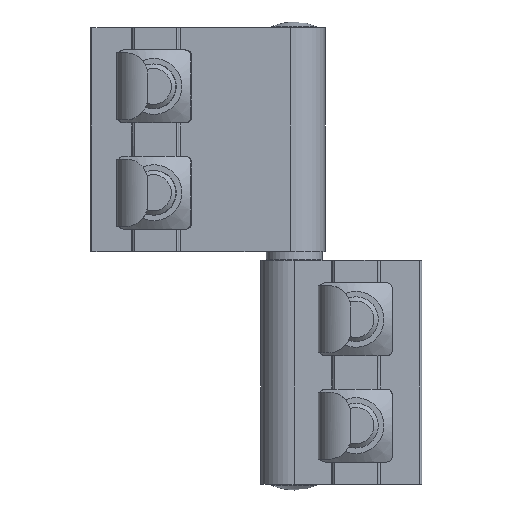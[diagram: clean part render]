
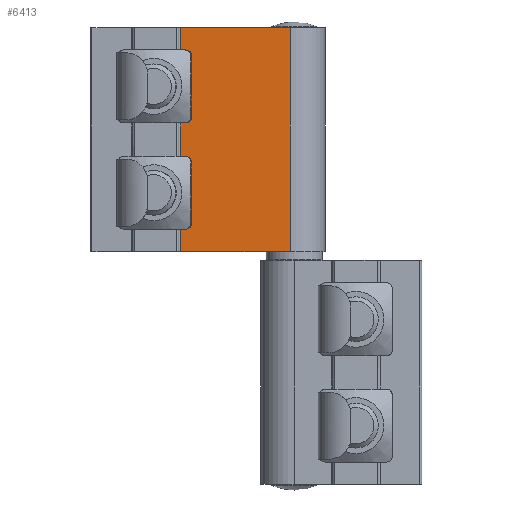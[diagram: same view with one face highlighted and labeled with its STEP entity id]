
A CAD part, front view. The second image highlights one B-rep face of the part: STEP entity #6413.
In plain terms, the highlighted face is planar.
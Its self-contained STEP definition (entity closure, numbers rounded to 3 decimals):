
#200=PLANE('',#7087);
#509=FACE_OUTER_BOUND('',#871,.T.);
#871=EDGE_LOOP('',(#4891,#4892,#4893,#4894));
#1302=LINE('',#10388,#1906);
#1331=LINE('',#10485,#1935);
#1367=LINE('',#10584,#1971);
#1368=LINE('',#10585,#1972);
#1906=VECTOR('',#7963,10.);
#1935=VECTOR('',#8058,10.);
#1971=VECTOR('',#8178,10.);
#1972=VECTOR('',#8179,10.);
#2857=VERTEX_POINT('',#10385);
#2858=VERTEX_POINT('',#10387);
#2873=VERTEX_POINT('',#10441);
#2914=VERTEX_POINT('',#10583);
#3541=EDGE_CURVE('',#2857,#2858,#1302,.T.);
#3591=EDGE_CURVE('',#2873,#2858,#1331,.T.);
#3640=EDGE_CURVE('',#2857,#2914,#1367,.T.);
#3641=EDGE_CURVE('',#2914,#2873,#1368,.T.);
#4891=ORIENTED_EDGE('',*,*,#3640,.T.);
#4892=ORIENTED_EDGE('',*,*,#3641,.T.);
#4893=ORIENTED_EDGE('',*,*,#3591,.T.);
#4894=ORIENTED_EDGE('',*,*,#3541,.F.);
#6413=ADVANCED_FACE('',(#509),#200,.T.);
#7087=AXIS2_PLACEMENT_3D('',#10582,#8176,#8177);
#7963=DIRECTION('',(0.,0.,-1.));
#8058=DIRECTION('',(1.,0.,0.));
#8176=DIRECTION('center_axis',(0.,-1.,0.));
#8177=DIRECTION('ref_axis',(0.,0.,-1.));
#8178=DIRECTION('',(-1.,0.,0.));
#8179=DIRECTION('',(0.,0.,-1.));
#10385=CARTESIAN_POINT('',(-4.4,-1.5,20.));
#10387=CARTESIAN_POINT('',(-4.4,-1.5,-20.));
#10388=CARTESIAN_POINT('',(-4.4,-1.5,0.));
#10441=CARTESIAN_POINT('',(-24.,-1.5,-20.));
#10485=CARTESIAN_POINT('',(-4.4,-1.5,-20.));
#10582=CARTESIAN_POINT('Origin',(-4.4,-1.5,0.));
#10583=CARTESIAN_POINT('',(-24.,-1.5,20.));
#10584=CARTESIAN_POINT('',(-4.4,-1.5,20.));
#10585=CARTESIAN_POINT('',(-24.,-1.5,0.));
